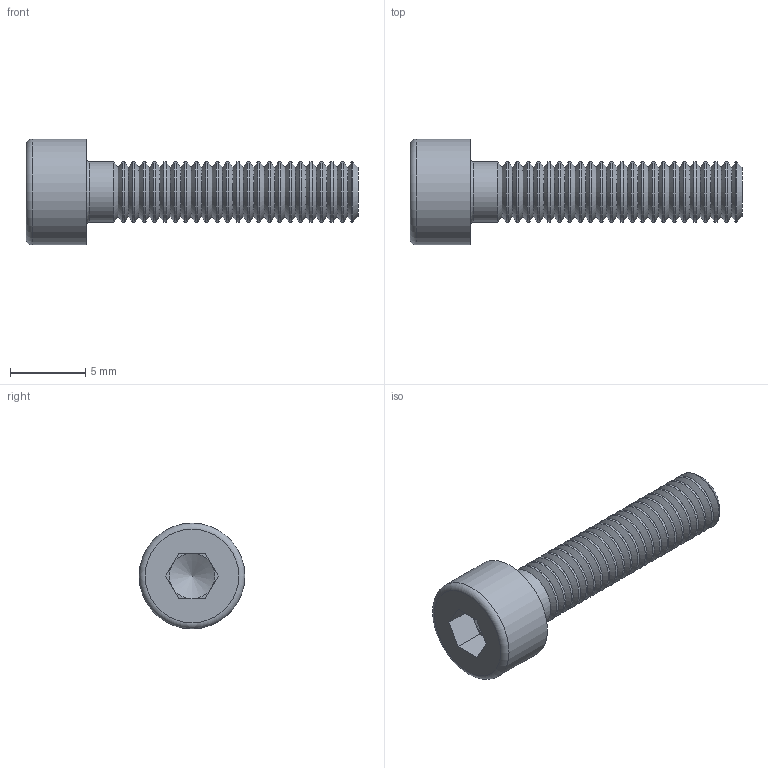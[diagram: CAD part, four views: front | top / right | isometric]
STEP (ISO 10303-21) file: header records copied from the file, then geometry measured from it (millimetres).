
FILE_DESCRIPTION (( 'STEP AP203' ), '1' );
FILE_NAME ('Âèíò ñ âíóòðåííèì øåñòèãðàííèêîì DIN912 Ì4õ18 (ïîëíàÿ ðåçüáà).STEP', '2024-04-12T07:16:53', ( '' ), ( '' ), 'SwSTEP 2.0', 'SolidWorks 2021', '' );
FILE_SCHEMA (( 'CONFIG_CONTROL_DESIGN' ));
Length unit declared in the file: millimetre
Products named in the file (1): Âèíò ñ âíóòðåííèì øåñòèãðàííèêîì DIN912 Ì4õ18 (ïîëíàÿ ðåçüáà)
Bounding box: 22 x 7 x 7 mm (x, y, z)
Volume: 332 mm3; surface area: 495.7 mm2
Topology: 1 solids, 1 shells, 90 faces, 184 edges, 97 vertices
Faces by surface type: cone 48, cylinder 25, plane 15, torus 2
Full cylindrical faces by diameter (mm): 4 x24, 7 x1
Entity records: 1969 total; most frequent: DIRECTION 370, CARTESIAN_POINT 291, ORIENTED_EDGE 212, AXIS2_PLACEMENT_3D 173, EDGE_LOOP 166, FACE_OUTER_BOUND 117, EDGE_CURVE 106, VERTEX_POINT 94
